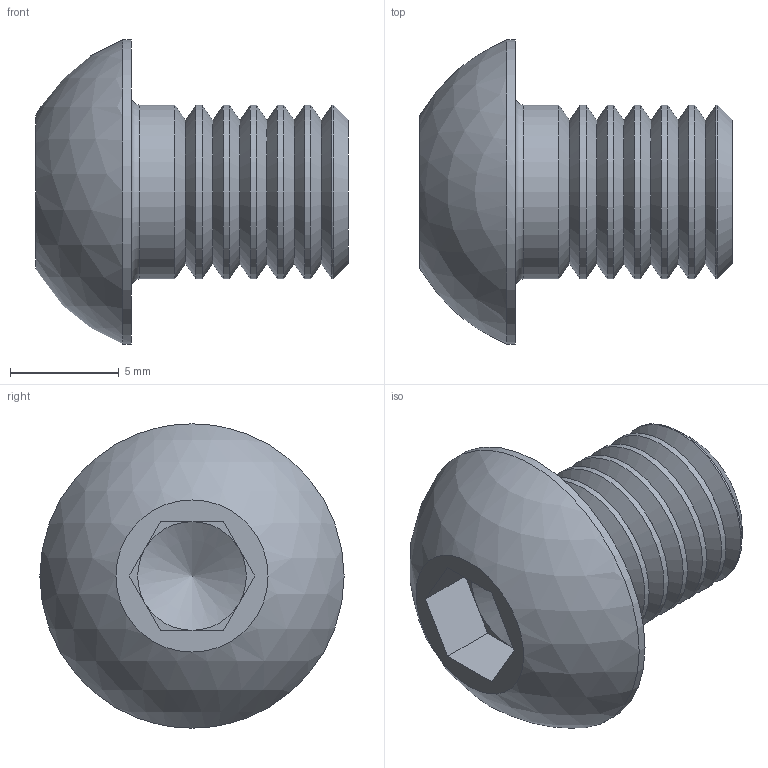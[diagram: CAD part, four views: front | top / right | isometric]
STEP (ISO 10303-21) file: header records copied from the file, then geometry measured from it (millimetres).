
FILE_DESCRIPTION( ( 'STEP AP214' ), ' ' );
FILE_NAME( 'psolqas2105384873.stp', '2016-08-31T19:05:38', ( '' ), ( '' ), ' ', 'PARTsolutions', ' ' );
FILE_SCHEMA( ( 'AUTOMOTIVE_DESIGN { 1 0 10303 214 1 1 1 1 }' ) );
Length unit declared in the file: metre
Products named in the file (1): ThdSchPat
Bounding box: 14.4 x 14 x 14 mm (x, y, z)
Volume: 863.9 mm3; surface area: 768.2 mm2
Topology: 1 solids, 1 shells, 39 faces, 81 edges, 46 vertices
Faces by surface type: plane 15, cone 14, cylinder 8, torus 1, sphere 1
Full cylindrical faces by diameter (mm): 8 x7, 14 x1
Entity records: 1204 total; most frequent: DIRECTION 166, CARTESIAN_POINT 139, ORIENTED_EDGE 110, AXIS2_PLACEMENT_3D 71, EDGE_LOOP 64, EDGE_CURVE 55, FACE_OUTER_BOUND 48, VERTEX_POINT 44
